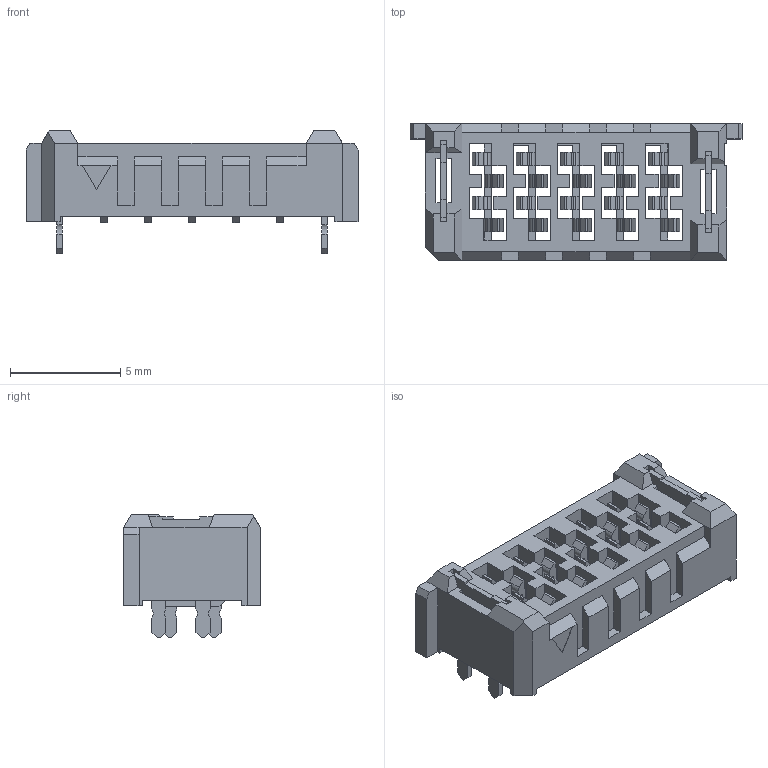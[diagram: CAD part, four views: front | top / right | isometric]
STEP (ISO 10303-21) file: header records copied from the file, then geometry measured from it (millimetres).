
FILE_DESCRIPTION(/* description */ (''),/* implementation_level */ '2;1');
FILE_NAME(/* name */ 'UMPS-05-03.5-G-VT-SM-WT.stp',/* time_stamp */ '2021-07-14T15:42:25-07:00',/* author */ (''),/* organization */ (''),/* preprocessor_version */ 'ST-DEVELOPER v15.2',/* originating_system */ 'Autodesk Translator Framework v2.0.0.5431',/* authorisation */ '');
FILE_SCHEMA (('AUTOMOTIVE_DESIGN { 1 0 10303 214 3 1 1 }'));
Length unit declared in the file: centimetre
Products named in the file (1): (Unsaved)
Bounding box: 15.05 x 6.2 x 5.6 mm (x, y, z)
Volume: 193 mm3; surface area: 788.8 mm2
Topology: 3 solids, 3 shells, 613 faces, 1811 edges, 1201 vertices
Faces by surface type: plane 505, cylinder 108
Entity records: 20262 total; most frequent: CARTESIAN_POINT 3626, ORIENTED_EDGE 3622, DIRECTION 3255, EDGE_CURVE 1811, LINE 1595, VECTOR 1595, VERTEX_POINT 1201, AXIS2_PLACEMENT_3D 830
